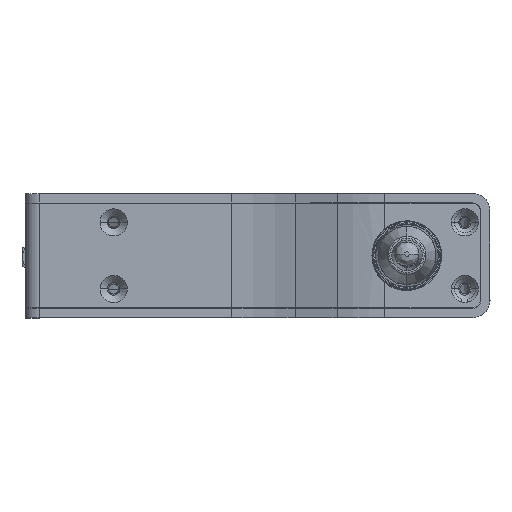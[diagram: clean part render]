
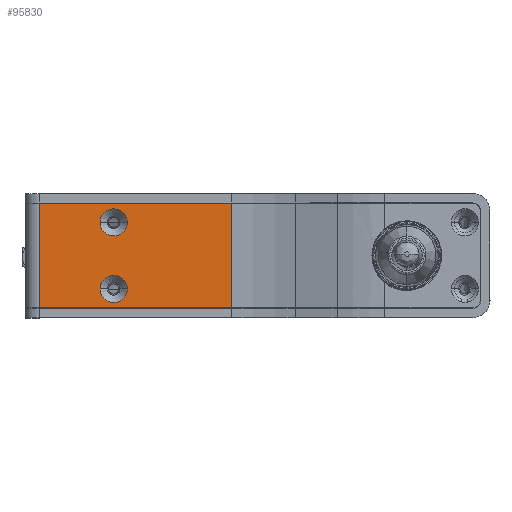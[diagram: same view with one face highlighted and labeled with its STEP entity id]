
A CAD part, top view. The second image highlights one B-rep face of the part: STEP entity #95830.
In plain terms, the highlighted planar face has unit normal (0, 0, 1).
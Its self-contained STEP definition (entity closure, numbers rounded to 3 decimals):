
#5996 = ORIENTED_EDGE ( 'NONE', *, *, #146078, .F. ) ;
#6035 = CIRCLE ( 'NONE', #80297, 3.5 ) ;
#6089 = CARTESIAN_POINT ( 'NONE',  ( -78.751, 8.626, -9.48 ) ) ;
#6759 = DIRECTION ( 'NONE',  ( 0., 0., 1. ) ) ;
#8611 = VECTOR ( 'NONE', #65920, 1000. ) ;
#12899 = CARTESIAN_POINT ( 'NONE',  ( -78.751, -8.574, -9.48 ) ) ;
#12930 = FACE_BOUND ( 'NONE', #128332, .T. ) ;
#15784 = VERTEX_POINT ( 'NONE', #95982 ) ;
#20470 = CARTESIAN_POINT ( 'NONE',  ( -51.77, -13.474, -9.48 ) ) ;
#20668 = EDGE_CURVE ( 'NONE', #90811, #175736, #166206, .T. ) ;
#21024 = CARTESIAN_POINT ( 'NONE',  ( -82.251, -8.574, -9.48 ) ) ;
#22570 = CARTESIAN_POINT ( 'NONE',  ( -105.645, 13.526, -9.48 ) ) ;
#22934 = LINE ( 'NONE', #109165, #105120 ) ;
#25877 = PLANE ( 'NONE',  #123363 ) ;
#28699 = DIRECTION ( 'NONE',  ( 1., 0., 0. ) ) ;
#30765 = FACE_OUTER_BOUND ( 'NONE', #53598, .T. ) ;
#32460 = VECTOR ( 'NONE', #28699, 1000. ) ;
#35712 = CIRCLE ( 'NONE', #176652, 3.5 ) ;
#35837 = VERTEX_POINT ( 'NONE', #6089 ) ;
#40538 = CARTESIAN_POINT ( 'NONE',  ( -82.251, -8.574, -9.48 ) ) ;
#46165 = LINE ( 'NONE', #124095, #148270 ) ;
#47984 = ORIENTED_EDGE ( 'NONE', *, *, #158593, .T. ) ;
#50602 = ORIENTED_EDGE ( 'NONE', *, *, #20668, .F. ) ;
#53598 = EDGE_LOOP ( 'NONE', ( #76771, #50602, #5996, #47984 ) ) ;
#53599 = ORIENTED_EDGE ( 'NONE', *, *, #170328, .F. ) ;
#54154 = EDGE_LOOP ( 'NONE', ( #97721, #182060 ) ) ;
#54798 = DIRECTION ( 'NONE',  ( 0., 0., 1. ) ) ;
#56239 = EDGE_CURVE ( 'NONE', #58810, #175736, #46165, .T. ) ;
#58810 = VERTEX_POINT ( 'NONE', #20470 ) ;
#60024 = VERTEX_POINT ( 'NONE', #12899 ) ;
#65920 = DIRECTION ( 'NONE',  ( 1., 0., 0. ) ) ;
#69042 = DIRECTION ( 'NONE',  ( 1., 0., 0. ) ) ;
#70768 = DIRECTION ( 'NONE',  ( 0., 1., 0. ) ) ;
#71751 = DIRECTION ( 'NONE',  ( 1., 0., 0. ) ) ;
#76771 = ORIENTED_EDGE ( 'NONE', *, *, #56239, .T. ) ;
#80297 = AXIS2_PLACEMENT_3D ( 'NONE', #100870, #158521, #71751 ) ;
#80577 = CARTESIAN_POINT ( 'NONE',  ( -82.251, 8.626, -9.48 ) ) ;
#81022 = CARTESIAN_POINT ( 'NONE',  ( -102.045, 16.086, -9.48 ) ) ;
#81521 = CARTESIAN_POINT ( 'NONE',  ( -101.445, 13.526, -9.48 ) ) ;
#84509 = EDGE_CURVE ( 'NONE', #60024, #15784, #35712, .T. ) ;
#87862 = CIRCLE ( 'NONE', #110156, 3.5 ) ;
#87946 = LINE ( 'NONE', #113585, #32460 ) ;
#90811 = VERTEX_POINT ( 'NONE', #81521 ) ;
#93620 = DIRECTION ( 'NONE',  ( 1., 0., 0. ) ) ;
#95830 = ADVANCED_FACE ( 'NONE', ( #30765, #101693, #12930 ), #25877, .F. ) ;
#95982 = CARTESIAN_POINT ( 'NONE',  ( -85.751, -8.574, -9.48 ) ) ;
#96061 = DIRECTION ( 'NONE',  ( 0., 0., 1. ) ) ;
#97721 = ORIENTED_EDGE ( 'NONE', *, *, #84509, .F. ) ;
#100870 = CARTESIAN_POINT ( 'NONE',  ( -82.251, 8.626, -9.48 ) ) ;
#101693 = FACE_BOUND ( 'NONE', #54154, .T. ) ;
#105120 = VECTOR ( 'NONE', #136460, 1000. ) ;
#108351 = DIRECTION ( 'NONE',  ( 1., 0., 0. ) ) ;
#109165 = CARTESIAN_POINT ( 'NONE',  ( -101.445, 16.086, -9.48 ) ) ;
#110156 = AXIS2_PLACEMENT_3D ( 'NONE', #40538, #54798, #69042 ) ;
#111997 = DIRECTION ( 'NONE',  ( 0., 0., -1. ) ) ;
#113585 = CARTESIAN_POINT ( 'NONE',  ( -105.645, -13.474, -9.48 ) ) ;
#123363 = AXIS2_PLACEMENT_3D ( 'NONE', #81022, #111997, #181467 ) ;
#123409 = CARTESIAN_POINT ( 'NONE',  ( -85.751, 8.626, -9.48 ) ) ;
#124095 = CARTESIAN_POINT ( 'NONE',  ( -51.77, 13.566, -9.48 ) ) ;
#128332 = EDGE_LOOP ( 'NONE', ( #128869, #53599 ) ) ;
#128869 = ORIENTED_EDGE ( 'NONE', *, *, #132232, .F. ) ;
#132232 = EDGE_CURVE ( 'NONE', #35837, #145644, #6035, .T. ) ;
#132831 = CARTESIAN_POINT ( 'NONE',  ( -51.77, 13.526, -9.48 ) ) ;
#136035 = EDGE_CURVE ( 'NONE', #15784, #60024, #87862, .T. ) ;
#136460 = DIRECTION ( 'NONE',  ( 0., 1., 0. ) ) ;
#145644 = VERTEX_POINT ( 'NONE', #123409 ) ;
#146078 = EDGE_CURVE ( 'NONE', #156659, #90811, #22934, .T. ) ;
#148270 = VECTOR ( 'NONE', #70768, 1000. ) ;
#154343 = CARTESIAN_POINT ( 'NONE',  ( -101.445, -13.474, -9.48 ) ) ;
#156659 = VERTEX_POINT ( 'NONE', #154343 ) ;
#158521 = DIRECTION ( 'NONE',  ( 0., 0., 1. ) ) ;
#158593 = EDGE_CURVE ( 'NONE', #156659, #58810, #87946, .T. ) ;
#166206 = LINE ( 'NONE', #22570, #8611 ) ;
#169638 = CIRCLE ( 'NONE', #183309, 3.5 ) ;
#170328 = EDGE_CURVE ( 'NONE', #145644, #35837, #169638, .T. ) ;
#175736 = VERTEX_POINT ( 'NONE', #132831 ) ;
#176652 = AXIS2_PLACEMENT_3D ( 'NONE', #21024, #6759, #108351 ) ;
#181467 = DIRECTION ( 'NONE',  ( 0., -1., 0. ) ) ;
#182060 = ORIENTED_EDGE ( 'NONE', *, *, #136035, .F. ) ;
#183309 = AXIS2_PLACEMENT_3D ( 'NONE', #80577, #96061, #93620 ) ;
